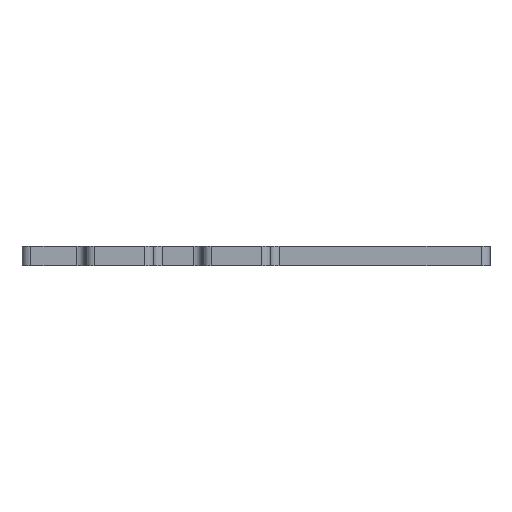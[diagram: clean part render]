
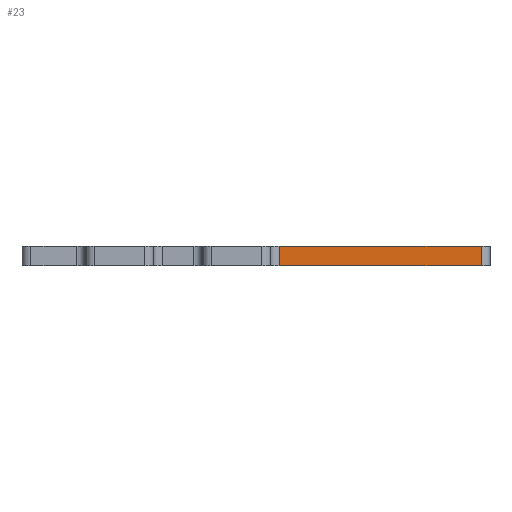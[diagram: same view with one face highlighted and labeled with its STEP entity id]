
A CAD part, left-side view. The second image highlights one B-rep face of the part: STEP entity #23.
In plain terms, the highlighted planar face has unit normal (-1, 0, 0).
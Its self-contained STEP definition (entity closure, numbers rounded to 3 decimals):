
#1 = CARTESIAN_POINT ( 'NONE',  ( -18., 0., -2. ) ) ;
#23 = ADVANCED_FACE ( 'NONE', ( #1704 ), #1077, .F. ) ;
#26 = EDGE_CURVE ( 'NONE', #1955, #571, #1472, .T. ) ;
#166 = DIRECTION ( 'NONE',  ( 0., 0., -1. ) ) ;
#360 = ORIENTED_EDGE ( 'NONE', *, *, #1140, .T. ) ;
#571 = VERTEX_POINT ( 'NONE', #2715 ) ;
#583 = EDGE_LOOP ( 'NONE', ( #650, #2005, #801, #360 ) ) ;
#630 = DIRECTION ( 'NONE',  ( 1., 0., 0. ) ) ;
#648 = CARTESIAN_POINT ( 'NONE',  ( -18., 0., 2. ) ) ;
#650 = ORIENTED_EDGE ( 'NONE', *, *, #26, .F. ) ;
#711 = VERTEX_POINT ( 'NONE', #2341 ) ;
#801 = ORIENTED_EDGE ( 'NONE', *, *, #1433, .F. ) ;
#876 = DIRECTION ( 'NONE',  ( 0., 1., 0. ) ) ;
#954 = VECTOR ( 'NONE', #876, 1000. ) ;
#955 = VECTOR ( 'NONE', #2542, 1000. ) ;
#1054 = CARTESIAN_POINT ( 'NONE',  ( -18., 0., 2. ) ) ;
#1077 = PLANE ( 'NONE',  #1853 ) ;
#1082 = LINE ( 'NONE', #1, #954 ) ;
#1096 = CARTESIAN_POINT ( 'NONE',  ( -18., 3.2, 2. ) ) ;
#1140 = EDGE_CURVE ( 'NONE', #711, #571, #1188, .T. ) ;
#1188 = LINE ( 'NONE', #1371, #2343 ) ;
#1254 = CARTESIAN_POINT ( 'NONE',  ( -18., 3.2, 2. ) ) ;
#1371 = CARTESIAN_POINT ( 'NONE',  ( -18., -38.2, 2. ) ) ;
#1433 = EDGE_CURVE ( 'NONE', #711, #2727, #1082, .T. ) ;
#1442 = LINE ( 'NONE', #1254, #2713 ) ;
#1472 = LINE ( 'NONE', #1054, #955 ) ;
#1704 = FACE_OUTER_BOUND ( 'NONE', #583, .T. ) ;
#1853 = AXIS2_PLACEMENT_3D ( 'NONE', #648, #630, #2554 ) ;
#1955 = VERTEX_POINT ( 'NONE', #1096 ) ;
#1968 = CARTESIAN_POINT ( 'NONE',  ( -18., 3.2, -2. ) ) ;
#2005 = ORIENTED_EDGE ( 'NONE', *, *, #2108, .T. ) ;
#2108 = EDGE_CURVE ( 'NONE', #1955, #2727, #1442, .T. ) ;
#2341 = CARTESIAN_POINT ( 'NONE',  ( -18., -38.2, -2. ) ) ;
#2343 = VECTOR ( 'NONE', #2658, 1000. ) ;
#2542 = DIRECTION ( 'NONE',  ( 0., -1., 0. ) ) ;
#2554 = DIRECTION ( 'NONE',  ( 0., 1., 0. ) ) ;
#2658 = DIRECTION ( 'NONE',  ( 0., 0., 1. ) ) ;
#2713 = VECTOR ( 'NONE', #166, 1000. ) ;
#2715 = CARTESIAN_POINT ( 'NONE',  ( -18., -38.2, 2. ) ) ;
#2727 = VERTEX_POINT ( 'NONE', #1968 ) ;
